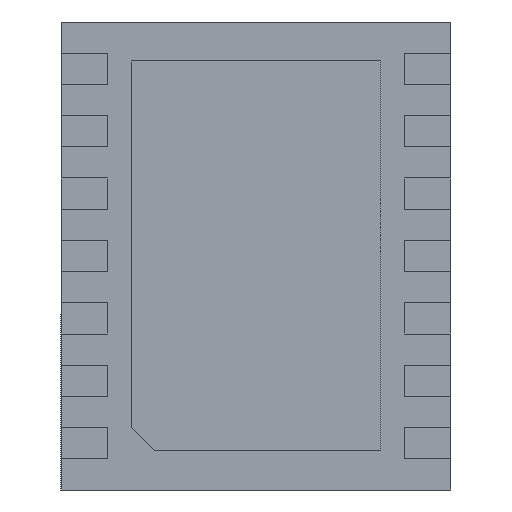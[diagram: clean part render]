
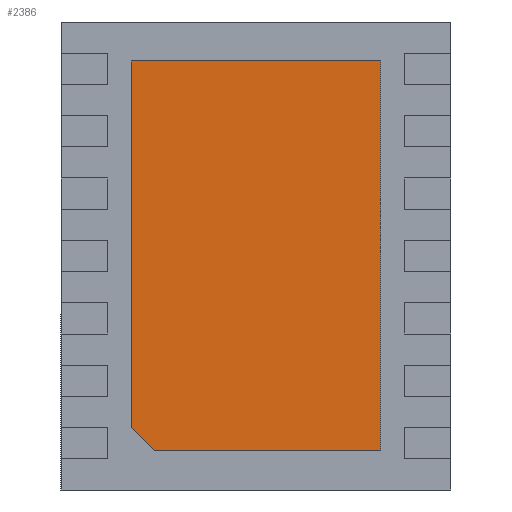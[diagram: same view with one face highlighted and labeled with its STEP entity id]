
A CAD part, front view. The second image highlights one B-rep face of the part: STEP entity #2386.
In plain terms, the highlighted planar face has unit normal (0, -1, 0).
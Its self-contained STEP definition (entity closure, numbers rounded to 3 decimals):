
#156 = LINE ( 'NONE', #1673, #1062 ) ;
#190 = AXIS2_PLACEMENT_3D ( 'NONE', #1147, #3404, #1913 ) ;
#321 = DIRECTION ( 'NONE',  ( 1., 0., 0. ) ) ;
#336 = CARTESIAN_POINT ( 'NONE',  ( -1.6, 0., 2.5 ) ) ;
#477 = DIRECTION ( 'NONE',  ( -1., 0., 0. ) ) ;
#514 = VERTEX_POINT ( 'NONE', #632 ) ;
#632 = CARTESIAN_POINT ( 'NONE',  ( -1.6, 0., -2.2 ) ) ;
#667 = CARTESIAN_POINT ( 'NONE',  ( -1.9, 0., -1.9 ) ) ;
#1062 = VECTOR ( 'NONE', #1725, 1000. ) ;
#1087 = CARTESIAN_POINT ( 'NONE',  ( 1.6, 0., 2.5 ) ) ;
#1122 = CARTESIAN_POINT ( 'NONE',  ( -1.3, 0., -2.5 ) ) ;
#1147 = CARTESIAN_POINT ( 'NONE',  ( 0., 0., 0. ) ) ;
#1148 = LINE ( 'NONE', #2616, #3101 ) ;
#1214 = VECTOR ( 'NONE', #2626, 1000. ) ;
#1378 = EDGE_CURVE ( 'NONE', #514, #4710, #4051, .T. ) ;
#1673 = CARTESIAN_POINT ( 'NONE',  ( -1.6, 0., -2.5 ) ) ;
#1725 = DIRECTION ( 'NONE',  ( 0., 0., 1. ) ) ;
#1854 = VECTOR ( 'NONE', #4556, 1000. ) ;
#1898 = EDGE_CURVE ( 'NONE', #2870, #4713, #3010, .T. ) ;
#1913 = DIRECTION ( 'NONE',  ( 0., 0., -1. ) ) ;
#1958 = ORIENTED_EDGE ( 'NONE', *, *, #1898, .F. ) ;
#2114 = EDGE_CURVE ( 'NONE', #514, #2756, #156, .T. ) ;
#2373 = CARTESIAN_POINT ( 'NONE',  ( 1.6, 0., -2.5 ) ) ;
#2386 = ADVANCED_FACE ( 'NONE', ( #2614 ), #4162, .T. ) ;
#2516 = ORIENTED_EDGE ( 'NONE', *, *, #4114, .F. ) ;
#2614 = FACE_OUTER_BOUND ( 'NONE', #4760, .T. ) ;
#2616 = CARTESIAN_POINT ( 'NONE',  ( 1.6, 0., 2.5 ) ) ;
#2626 = DIRECTION ( 'NONE',  ( 0.707, 0., -0.707 ) ) ;
#2756 = VERTEX_POINT ( 'NONE', #336 ) ;
#2870 = VERTEX_POINT ( 'NONE', #1087 ) ;
#3010 = LINE ( 'NONE', #3408, #1854 ) ;
#3101 = VECTOR ( 'NONE', #321, 1000. ) ;
#3404 = DIRECTION ( 'NONE',  ( 0., -1., 0. ) ) ;
#3408 = CARTESIAN_POINT ( 'NONE',  ( 1.6, 0., -2.5 ) ) ;
#3501 = VECTOR ( 'NONE', #477, 1000. ) ;
#3631 = ORIENTED_EDGE ( 'NONE', *, *, #2114, .F. ) ;
#3786 = CARTESIAN_POINT ( 'NONE',  ( 1.6, 0., -2.5 ) ) ;
#3815 = ORIENTED_EDGE ( 'NONE', *, *, #1378, .T. ) ;
#3973 = LINE ( 'NONE', #2373, #3501 ) ;
#3986 = ORIENTED_EDGE ( 'NONE', *, *, #4683, .F. ) ;
#4051 = LINE ( 'NONE', #667, #1214 ) ;
#4114 = EDGE_CURVE ( 'NONE', #4713, #4710, #3973, .T. ) ;
#4162 = PLANE ( 'NONE',  #190 ) ;
#4556 = DIRECTION ( 'NONE',  ( 0., 0., -1. ) ) ;
#4683 = EDGE_CURVE ( 'NONE', #2756, #2870, #1148, .T. ) ;
#4710 = VERTEX_POINT ( 'NONE', #1122 ) ;
#4713 = VERTEX_POINT ( 'NONE', #3786 ) ;
#4760 = EDGE_LOOP ( 'NONE', ( #3631, #3815, #2516, #1958, #3986 ) ) ;
